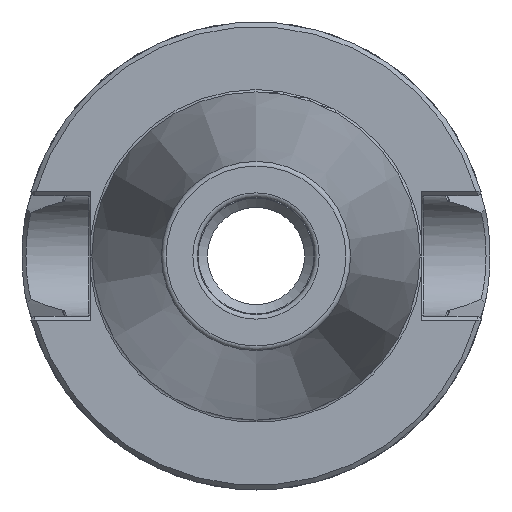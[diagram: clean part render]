
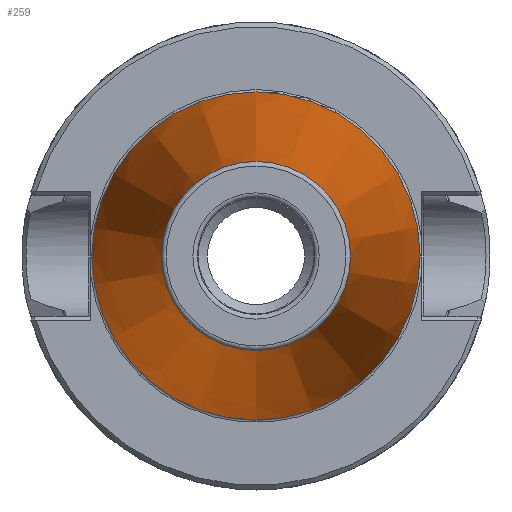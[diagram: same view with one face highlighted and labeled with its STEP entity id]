
A CAD part, left-side view. The second image highlights one B-rep face of the part: STEP entity #259.
In plain terms, the highlighted conical face has half-angle 8.297 degrees and reference radius 20.204 mm.
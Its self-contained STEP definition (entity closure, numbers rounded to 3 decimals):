
#259 = ADVANCED_FACE( '', ( #587, #588 ), #589, .T. );
#587 = FACE_OUTER_BOUND( '', #1033, .T. );
#588 = FACE_BOUND( '', #1034, .T. );
#589 = CONICAL_SURFACE( '', #1035, 20.204, 0.145 );
#1033 = EDGE_LOOP( '', ( #1798 ) );
#1034 = EDGE_LOOP( '', ( #1799 ) );
#1035 = AXIS2_PLACEMENT_3D( '', #1800, #1801, #1802 );
#1798 = ORIENTED_EDGE( '', *, *, #2537, .T. );
#1799 = ORIENTED_EDGE( '', *, *, #2507, .F. );
#1800 = CARTESIAN_POINT( '', ( -100.944, 0., 0. ) );
#1801 = DIRECTION( '', ( 1., 0., 0. ) );
#1802 = DIRECTION( '', ( 0., 0., -1. ) );
#2507 = EDGE_CURVE( '', #2999, #2999, #3000, .T. );
#2537 = EDGE_CURVE( '', #3041, #3041, #3042, .T. );
#2999 = VERTEX_POINT( '', #4234 );
#3000 = CIRCLE( '', #4235, 20.204 );
#3041 = VERTEX_POINT( '', #4287 );
#3042 = CIRCLE( '', #4288, 35.065 );
#4234 = CARTESIAN_POINT( '', ( -100.944, 0., 20.204 ) );
#4235 = AXIS2_PLACEMENT_3D( '', #4893, #4894, #4895 );
#4287 = CARTESIAN_POINT( '', ( 0.963, 0., 35.065 ) );
#4288 = AXIS2_PLACEMENT_3D( '', #4934, #4935, #4936 );
#4893 = CARTESIAN_POINT( '', ( -100.944, 0., 0. ) );
#4894 = DIRECTION( '', ( -1., 0., 0. ) );
#4895 = DIRECTION( '', ( 0., 0., 1. ) );
#4934 = CARTESIAN_POINT( '', ( 0.963, 0., 0. ) );
#4935 = DIRECTION( '', ( -1., 0., 0. ) );
#4936 = DIRECTION( '', ( 0., 0., 1. ) );
